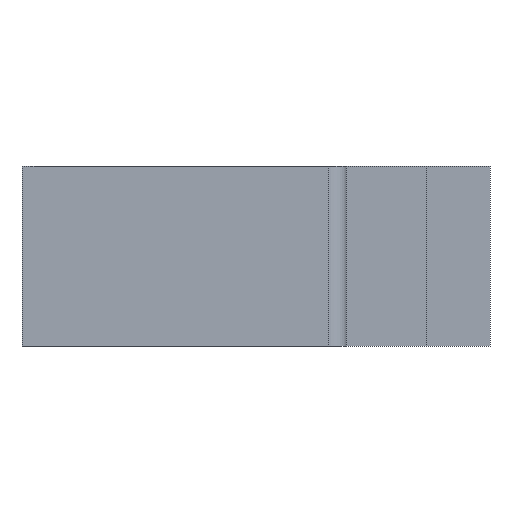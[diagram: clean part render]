
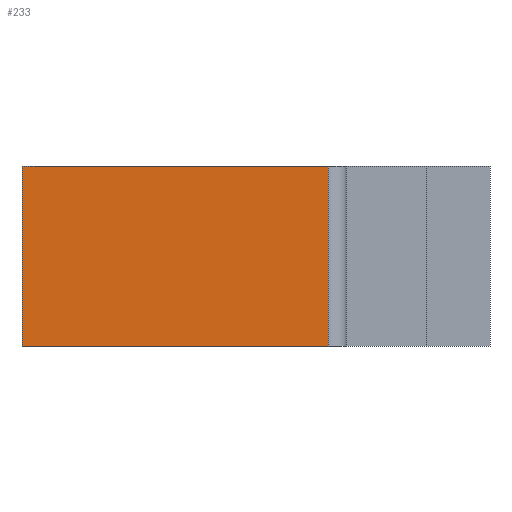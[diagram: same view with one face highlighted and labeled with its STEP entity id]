
A CAD part, left-side view. The second image highlights one B-rep face of the part: STEP entity #233.
In plain terms, the highlighted planar face has unit normal (-1, 0, 0).
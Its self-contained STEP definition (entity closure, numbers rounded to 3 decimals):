
#175=CARTESIAN_POINT('',(-20.0,1.,10.0));
#176=VERTEX_POINT('',#175);
#184=CARTESIAN_POINT('',(-20.0,1.,0.0));
#185=VERTEX_POINT('',#184);
#186=CARTESIAN_POINT('',(-20.0,1.,0.0));
#187=DIRECTION('',(0.0,0.0,1.0));
#188=VECTOR('',#187,10.0);
#189=LINE('',#186,#188);
#190=EDGE_CURVE('',#185,#176,#189,.T.);
#203=CARTESIAN_POINT('',(-20.0,1.,0.0));
#204=DIRECTION('',(-1.0,0.0,0.0));
#205=DIRECTION('',(0.0,0.0,1.0));
#206=AXIS2_PLACEMENT_3D('',#203,#204,#205);
#207=PLANE('',#206);
#208=CARTESIAN_POINT('',(-20.,18.0,10.0));
#209=VERTEX_POINT('',#208);
#210=CARTESIAN_POINT('',(-20.0,1.,10.0));
#211=DIRECTION('',(0.0,1.0,0.0));
#212=VECTOR('',#211,17.);
#213=LINE('',#210,#212);
#214=EDGE_CURVE('',#176,#209,#213,.T.);
#215=ORIENTED_EDGE('',*,*,#214,.T.);
#216=CARTESIAN_POINT('',(-20.,18.0,0.0));
#217=VERTEX_POINT('',#216);
#218=CARTESIAN_POINT('',(-20.,18.0,0.0));
#219=DIRECTION('',(0.0,0.0,1.0));
#220=VECTOR('',#219,10.0);
#221=LINE('',#218,#220);
#222=EDGE_CURVE('',#217,#209,#221,.T.);
#223=ORIENTED_EDGE('',*,*,#222,.F.);
#224=CARTESIAN_POINT('',(-20.0,1.,0.0));
#225=DIRECTION('',(0.0,1.0,0.0));
#226=VECTOR('',#225,17.);
#227=LINE('',#224,#226);
#228=EDGE_CURVE('',#185,#217,#227,.T.);
#229=ORIENTED_EDGE('',*,*,#228,.F.);
#230=ORIENTED_EDGE('',*,*,#190,.T.);
#231=EDGE_LOOP('',(#215,#223,#229,#230));
#232=FACE_OUTER_BOUND('',#231,.T.);
#233=ADVANCED_FACE('',(#232),#207,.T.);
